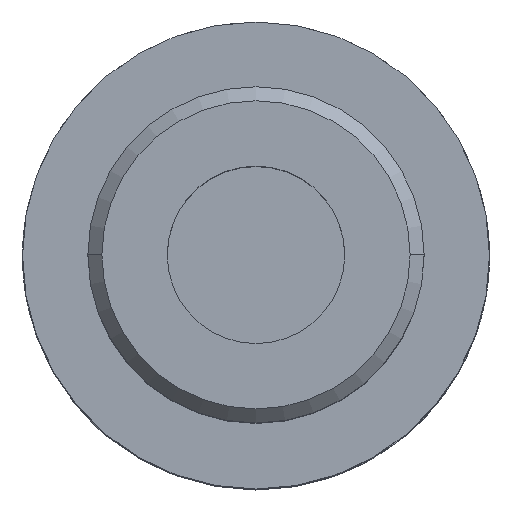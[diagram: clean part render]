
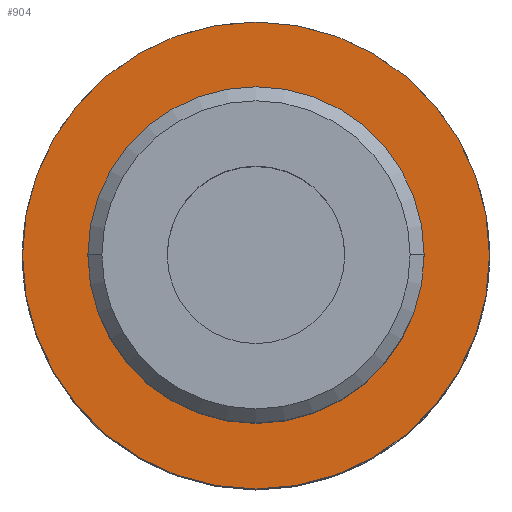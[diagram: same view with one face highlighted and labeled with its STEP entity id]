
A CAD part, top view. The second image highlights one B-rep face of the part: STEP entity #904.
In plain terms, the highlighted planar face has unit normal (0, 0, 1).
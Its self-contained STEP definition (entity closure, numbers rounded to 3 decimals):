
#106 = CARTESIAN_POINT ( 'NONE',  ( 0., 0., 60. ) ) ;
#374 = CARTESIAN_POINT ( 'NONE',  ( 0., 0., 60. ) ) ;
#413 = VERTEX_POINT ( 'NONE', #991 ) ;
#630 = AXIS2_PLACEMENT_3D ( 'NONE', #106, #1984, #1169 ) ;
#810 = EDGE_CURVE ( 'NONE', #413, #1457, #1314, .T. ) ;
#874 = DIRECTION ( 'NONE',  ( -1., 0., 0. ) ) ;
#879 = CIRCLE ( 'NONE', #2155, 16.5 ) ;
#904 = ADVANCED_FACE ( 'NONE', ( #2603, #1412 ), #2296, .T. ) ;
#991 = CARTESIAN_POINT ( 'NONE',  ( -25., 0., 60. ) ) ;
#1022 = CARTESIAN_POINT ( 'NONE',  ( -16.5, 0., 60. ) ) ;
#1077 = AXIS2_PLACEMENT_3D ( 'NONE', #2468, #3252, #874 ) ;
#1169 = DIRECTION ( 'NONE',  ( -1., 0., 0. ) ) ;
#1256 = EDGE_CURVE ( 'NONE', #1457, #413, #2268, .T. ) ;
#1314 = CIRCLE ( 'NONE', #3210, 25. ) ;
#1329 = ORIENTED_EDGE ( 'NONE', *, *, #1256, .F. ) ;
#1412 = FACE_OUTER_BOUND ( 'NONE', #2250, .T. ) ;
#1457 = VERTEX_POINT ( 'NONE', #3081 ) ;
#1526 = DIRECTION ( 'NONE',  ( 0., 0., 1. ) ) ;
#1559 = EDGE_LOOP ( 'NONE', ( #3321, #2010 ) ) ;
#1687 = DIRECTION ( 'NONE',  ( -1., 0., 0. ) ) ;
#1720 = DIRECTION ( 'NONE',  ( -1., 0., 0. ) ) ;
#1936 = DIRECTION ( 'NONE',  ( 0., 0., -1. ) ) ;
#1953 = VERTEX_POINT ( 'NONE', #3183 ) ;
#1984 = DIRECTION ( 'NONE',  ( 0., 0., -1. ) ) ;
#2010 = ORIENTED_EDGE ( 'NONE', *, *, #2203, .T. ) ;
#2155 = AXIS2_PLACEMENT_3D ( 'NONE', #374, #1936, #1687 ) ;
#2177 = CIRCLE ( 'NONE', #630, 16.5 ) ;
#2203 = EDGE_CURVE ( 'NONE', #1953, #2351, #879, .T. ) ;
#2250 = EDGE_LOOP ( 'NONE', ( #3093, #1329 ) ) ;
#2268 = CIRCLE ( 'NONE', #1077, 25. ) ;
#2296 = PLANE ( 'NONE',  #3279 ) ;
#2351 = VERTEX_POINT ( 'NONE', #1022 ) ;
#2468 = CARTESIAN_POINT ( 'NONE',  ( 0., 0., 60. ) ) ;
#2536 = DIRECTION ( 'NONE',  ( 0., 0., -1. ) ) ;
#2603 = FACE_BOUND ( 'NONE', #1559, .T. ) ;
#2730 = EDGE_CURVE ( 'NONE', #2351, #1953, #2177, .T. ) ;
#2830 = DIRECTION ( 'NONE',  ( 1., 0., 0. ) ) ;
#3081 = CARTESIAN_POINT ( 'NONE',  ( 25., 0., 60. ) ) ;
#3093 = ORIENTED_EDGE ( 'NONE', *, *, #810, .F. ) ;
#3183 = CARTESIAN_POINT ( 'NONE',  ( 16.5, 0., 60. ) ) ;
#3210 = AXIS2_PLACEMENT_3D ( 'NONE', #3268, #2536, #1720 ) ;
#3252 = DIRECTION ( 'NONE',  ( 0., 0., -1. ) ) ;
#3268 = CARTESIAN_POINT ( 'NONE',  ( 0., 0., 60. ) ) ;
#3279 = AXIS2_PLACEMENT_3D ( 'NONE', #3341, #1526, #2830 ) ;
#3321 = ORIENTED_EDGE ( 'NONE', *, *, #2730, .T. ) ;
#3341 = CARTESIAN_POINT ( 'NONE',  ( 0., 25., 60. ) ) ;
